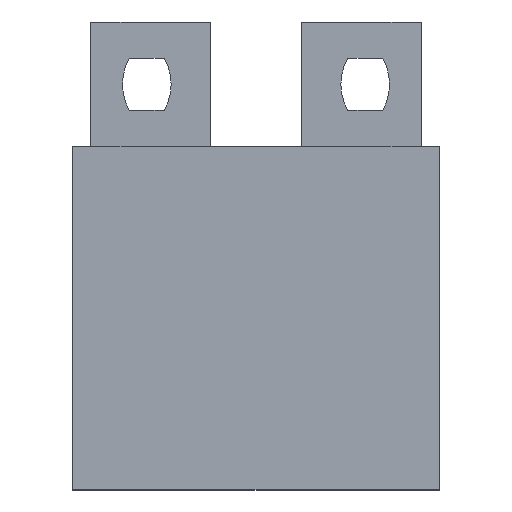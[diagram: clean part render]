
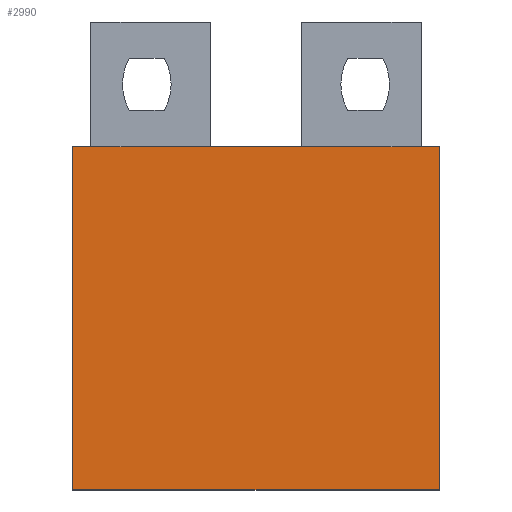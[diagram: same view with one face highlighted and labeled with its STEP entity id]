
A CAD part, top view. The second image highlights one B-rep face of the part: STEP entity #2990.
In plain terms, the highlighted planar face has unit normal (0, 0, 1).
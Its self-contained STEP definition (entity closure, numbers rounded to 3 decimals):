
#28 = LINE ( 'NONE', #3015, #2940 ) ;
#63 = CARTESIAN_POINT ( 'NONE',  ( 0., 0., 20.4 ) ) ;
#76 = CARTESIAN_POINT ( 'NONE',  ( 16.15, 40.2, 20.4 ) ) ;
#154 = ORIENTED_EDGE ( 'NONE', *, *, #3612, .T. ) ;
#200 = VERTEX_POINT ( 'NONE', #209 ) ;
#209 = CARTESIAN_POINT ( 'NONE',  ( 2.15, 40.2, 20.4 ) ) ;
#218 = DIRECTION ( 'NONE',  ( -1., 0., 0. ) ) ;
#393 = CARTESIAN_POINT ( 'NONE',  ( 0., 40.2, 20.4 ) ) ;
#396 = LINE ( 'NONE', #1661, #2565 ) ;
#441 = VECTOR ( 'NONE', #1836, 1000. ) ;
#475 = DIRECTION ( 'NONE',  ( 1., 0., 0. ) ) ;
#509 = VERTEX_POINT ( 'NONE', #393 ) ;
#531 = CARTESIAN_POINT ( 'NONE',  ( 0., 0., 20.4 ) ) ;
#586 = DIRECTION ( 'NONE',  ( -1., 0., 0. ) ) ;
#597 = VECTOR ( 'NONE', #475, 1000. ) ;
#717 = EDGE_LOOP ( 'NONE', ( #2265, #1417, #3097, #772, #3412, #154, #1220, #3325 ) ) ;
#750 = DIRECTION ( 'NONE',  ( -1., 0., 0. ) ) ;
#764 = CARTESIAN_POINT ( 'NONE',  ( 0., 0., 20.4 ) ) ;
#772 = ORIENTED_EDGE ( 'NONE', *, *, #2373, .T. ) ;
#774 = EDGE_CURVE ( 'NONE', #996, #200, #2367, .T. ) ;
#795 = DIRECTION ( 'NONE',  ( 0., -1., 0. ) ) ;
#879 = CARTESIAN_POINT ( 'NONE',  ( 0., 40.2, 20.4 ) ) ;
#996 = VERTEX_POINT ( 'NONE', #76 ) ;
#1000 = CARTESIAN_POINT ( 'NONE',  ( 0., 40.2, 20.4 ) ) ;
#1181 = CARTESIAN_POINT ( 'NONE',  ( 0., 40.2, 20.4 ) ) ;
#1205 = DIRECTION ( 'NONE',  ( -1., 0., 0. ) ) ;
#1220 = ORIENTED_EDGE ( 'NONE', *, *, #774, .T. ) ;
#1270 = DIRECTION ( 'NONE',  ( 0., 0., -1. ) ) ;
#1283 = EDGE_CURVE ( 'NONE', #2725, #3240, #2531, .T. ) ;
#1336 = CARTESIAN_POINT ( 'NONE',  ( 43., 40.2, 20.4 ) ) ;
#1417 = ORIENTED_EDGE ( 'NONE', *, *, #1283, .T. ) ;
#1502 = CARTESIAN_POINT ( 'NONE',  ( 40.85, 40.2, 20.4 ) ) ;
#1535 = VERTEX_POINT ( 'NONE', #1502 ) ;
#1576 = LINE ( 'NONE', #764, #1716 ) ;
#1661 = CARTESIAN_POINT ( 'NONE',  ( 0., 40.2, 20.4 ) ) ;
#1682 = LINE ( 'NONE', #879, #2181 ) ;
#1716 = VECTOR ( 'NONE', #795, 1000. ) ;
#1718 = DIRECTION ( 'NONE',  ( -1., 0., 0. ) ) ;
#1834 = VERTEX_POINT ( 'NONE', #1336 ) ;
#1836 = DIRECTION ( 'NONE',  ( -1., 0., 0. ) ) ;
#1851 = PLANE ( 'NONE',  #2407 ) ;
#1920 = EDGE_CURVE ( 'NONE', #1535, #3346, #396, .T. ) ;
#2029 = LINE ( 'NONE', #1000, #441 ) ;
#2143 = CARTESIAN_POINT ( 'NONE',  ( 0., 0., 20.4 ) ) ;
#2181 = VECTOR ( 'NONE', #218, 1000. ) ;
#2265 = ORIENTED_EDGE ( 'NONE', *, *, #3095, .T. ) ;
#2289 = FACE_OUTER_BOUND ( 'NONE', #717, .T. ) ;
#2367 = LINE ( 'NONE', #3654, #2541 ) ;
#2373 = EDGE_CURVE ( 'NONE', #1834, #1535, #3338, .T. ) ;
#2407 = AXIS2_PLACEMENT_3D ( 'NONE', #2143, #1270, #750 ) ;
#2463 = EDGE_CURVE ( 'NONE', #200, #509, #2029, .T. ) ;
#2531 = LINE ( 'NONE', #531, #597 ) ;
#2541 = VECTOR ( 'NONE', #586, 1000. ) ;
#2565 = VECTOR ( 'NONE', #1718, 1000. ) ;
#2725 = VERTEX_POINT ( 'NONE', #63 ) ;
#2824 = CARTESIAN_POINT ( 'NONE',  ( 43., 0., 20.4 ) ) ;
#2940 = VECTOR ( 'NONE', #3294, 1000. ) ;
#2990 = ADVANCED_FACE ( 'NONE', ( #2289 ), #1851, .F. ) ;
#3015 = CARTESIAN_POINT ( 'NONE',  ( 43., 0., 20.4 ) ) ;
#3095 = EDGE_CURVE ( 'NONE', #509, #2725, #1576, .T. ) ;
#3097 = ORIENTED_EDGE ( 'NONE', *, *, #3114, .T. ) ;
#3114 = EDGE_CURVE ( 'NONE', #3240, #1834, #28, .T. ) ;
#3204 = VECTOR ( 'NONE', #1205, 1000. ) ;
#3240 = VERTEX_POINT ( 'NONE', #2824 ) ;
#3294 = DIRECTION ( 'NONE',  ( 0., 1., 0. ) ) ;
#3325 = ORIENTED_EDGE ( 'NONE', *, *, #2463, .T. ) ;
#3338 = LINE ( 'NONE', #1181, #3204 ) ;
#3346 = VERTEX_POINT ( 'NONE', #3456 ) ;
#3412 = ORIENTED_EDGE ( 'NONE', *, *, #1920, .T. ) ;
#3456 = CARTESIAN_POINT ( 'NONE',  ( 26.85, 40.2, 20.4 ) ) ;
#3612 = EDGE_CURVE ( 'NONE', #3346, #996, #1682, .T. ) ;
#3654 = CARTESIAN_POINT ( 'NONE',  ( 0., 40.2, 20.4 ) ) ;
